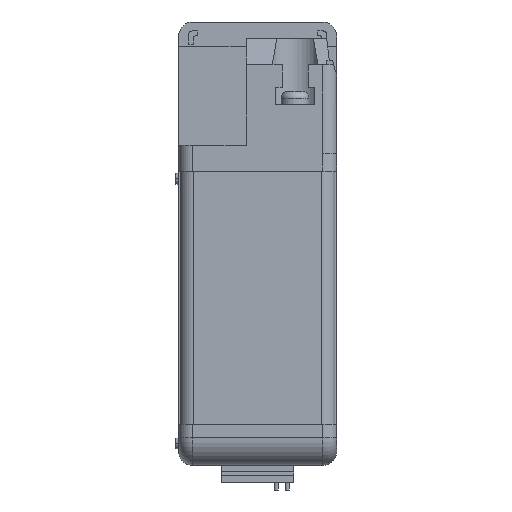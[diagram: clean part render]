
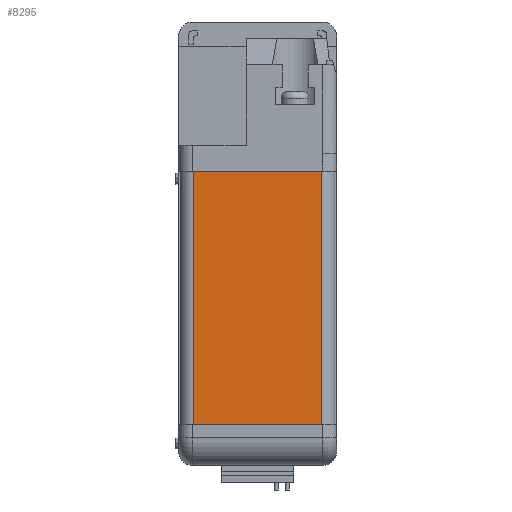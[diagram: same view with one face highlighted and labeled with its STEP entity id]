
A CAD part, front view. The second image highlights one B-rep face of the part: STEP entity #8295.
In plain terms, the highlighted planar face has unit normal (0, -1, 0).
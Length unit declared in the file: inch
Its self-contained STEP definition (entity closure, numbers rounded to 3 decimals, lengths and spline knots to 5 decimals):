
#19 = EDGE_CURVE ( 'NONE', #21325, #9399, #926, .T. ) ;
#926 = LINE ( 'NONE', #15610, #39096 ) ;
#1663 = VECTOR ( 'NONE', #37689, 39.37008 ) ;
#2239 = FACE_OUTER_BOUND ( 'NONE', #16521, .T. ) ;
#2659 = CARTESIAN_POINT ( 'NONE',  ( -0.5775, -2.9375, 0.655 ) ) ;
#4340 = ORIENTED_EDGE ( 'NONE', *, *, #29030, .F. ) ;
#4374 = VECTOR ( 'NONE', #9275, 39.37008 ) ;
#4772 = CARTESIAN_POINT ( 'NONE',  ( 0.5775, -2.9375, 0.655 ) ) ;
#7050 = VERTEX_POINT ( 'NONE', #9097 ) ;
#7824 = DIRECTION ( 'NONE',  ( 0., 0., -1. ) ) ;
#8295 = ADVANCED_FACE ( 'NONE', ( #2239 ), #10707, .T. ) ;
#9097 = CARTESIAN_POINT ( 'NONE',  ( 0.5775, -2.9375, 0.655 ) ) ;
#9275 = DIRECTION ( 'NONE',  ( 0., 0., -1. ) ) ;
#9399 = VERTEX_POINT ( 'NONE', #18881 ) ;
#10707 = PLANE ( 'NONE',  #38985 ) ;
#12043 = VERTEX_POINT ( 'NONE', #24834 ) ;
#12437 = VECTOR ( 'NONE', #21105, 39.37008 ) ;
#13341 = LINE ( 'NONE', #24330, #4374 ) ;
#13388 = LINE ( 'NONE', #18069, #12437 ) ;
#13588 = CARTESIAN_POINT ( 'NONE',  ( 0.5775, -2.9375, -1.63 ) ) ;
#15610 = CARTESIAN_POINT ( 'NONE',  ( -0.5775, -2.9375, 0.655 ) ) ;
#16521 = EDGE_LOOP ( 'NONE', ( #4340, #17469, #29722, #21058 ) ) ;
#17469 = ORIENTED_EDGE ( 'NONE', *, *, #21455, .F. ) ;
#18069 = CARTESIAN_POINT ( 'NONE',  ( 0.5775, -2.9375, 0.655 ) ) ;
#18881 = CARTESIAN_POINT ( 'NONE',  ( -0.5775, -2.9375, -1.63 ) ) ;
#21058 = ORIENTED_EDGE ( 'NONE', *, *, #19, .T. ) ;
#21105 = DIRECTION ( 'NONE',  ( -1., 0., 0. ) ) ;
#21325 = VERTEX_POINT ( 'NONE', #2659 ) ;
#21455 = EDGE_CURVE ( 'NONE', #7050, #12043, #13341, .T. ) ;
#24330 = CARTESIAN_POINT ( 'NONE',  ( 0.5775, -2.9375, 0.655 ) ) ;
#24834 = CARTESIAN_POINT ( 'NONE',  ( 0.5775, -2.9375, -1.63 ) ) ;
#25759 = LINE ( 'NONE', #13588, #1663 ) ;
#25898 = DIRECTION ( 'NONE',  ( 0., -1., 0. ) ) ;
#26492 = EDGE_CURVE ( 'NONE', #7050, #21325, #13388, .T. ) ;
#29030 = EDGE_CURVE ( 'NONE', #12043, #9399, #25759, .T. ) ;
#29722 = ORIENTED_EDGE ( 'NONE', *, *, #26492, .T. ) ;
#36541 = DIRECTION ( 'NONE',  ( 0., 0., -1. ) ) ;
#37689 = DIRECTION ( 'NONE',  ( -1., 0., 0. ) ) ;
#38985 = AXIS2_PLACEMENT_3D ( 'NONE', #4772, #25898, #7824 ) ;
#39096 = VECTOR ( 'NONE', #36541, 39.37008 ) ;
